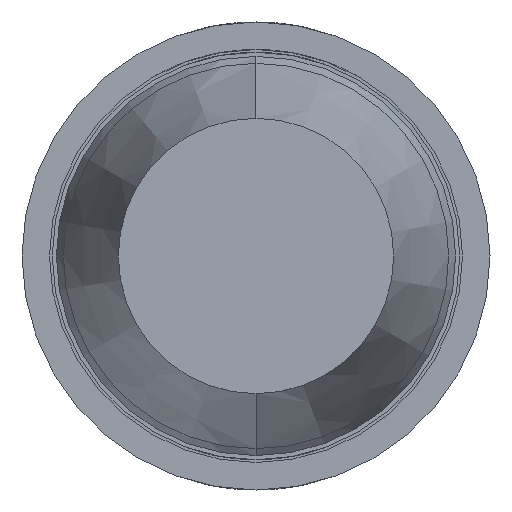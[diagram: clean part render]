
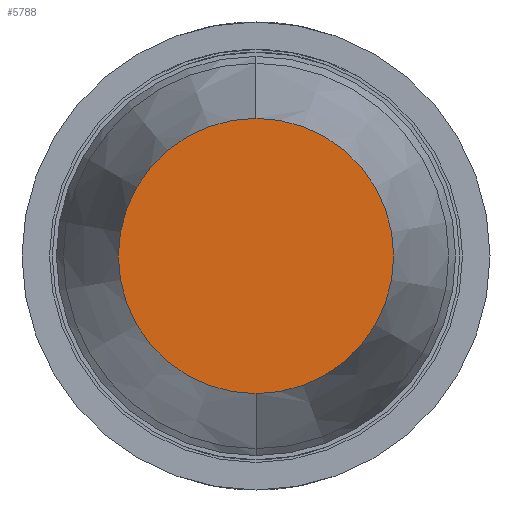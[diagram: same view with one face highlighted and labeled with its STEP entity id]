
A CAD part, front view. The second image highlights one B-rep face of the part: STEP entity #5788.
In plain terms, the highlighted planar face has unit normal (0, -1, 0).
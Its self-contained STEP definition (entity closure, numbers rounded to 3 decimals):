
#89 = CIRCLE ( 'NONE', #4894, 0.5 ) ;
#407 = CARTESIAN_POINT ( 'NONE',  ( 0., -36.5, 0. ) ) ;
#679 = EDGE_LOOP ( 'NONE', ( #3215, #5861 ) ) ;
#1356 = EDGE_CURVE ( 'Defeature ausgef�hrt1_59+Defeature ausgef�hrt1_58+Defeature ausgef�hrt1_58+Defeature ausgef�hrt1_58', #1411, #4143, #89, .T. ) ;
#1411 = VERTEX_POINT ( 'NONE', #6483 ) ;
#1723 = EDGE_CURVE ( 'Defeature ausgef�hrt1_59+Defeature ausgef�hrt1_58+Defeature ausgef�hrt1_58+Defeature ausgef�hrt1_58', #4143, #1411, #6251, .T. ) ;
#1751 = AXIS2_PLACEMENT_3D ( 'NONE', #6125, #3052, #2000 ) ;
#2000 = DIRECTION ( 'NONE',  ( 0., 0., 1. ) ) ;
#2100 = CARTESIAN_POINT ( 'NONE',  ( 0., -36.5, 0. ) ) ;
#2350 = FACE_OUTER_BOUND ( 'NONE', #679, .T. ) ;
#2506 = AXIS2_PLACEMENT_3D ( 'NONE', #2100, #5688, #3066 ) ;
#3052 = DIRECTION ( 'NONE',  ( 0., 1., 0. ) ) ;
#3066 = DIRECTION ( 'NONE',  ( 0., 0., -1. ) ) ;
#3215 = ORIENTED_EDGE ( 'NONE', *, *, #1356, .T. ) ;
#3930 = DIRECTION ( 'NONE',  ( 0., 0., -1. ) ) ;
#3959 = DIRECTION ( 'NONE',  ( 0., -1., 0. ) ) ;
#4143 = VERTEX_POINT ( 'NONE', #4568 ) ;
#4568 = CARTESIAN_POINT ( 'NONE',  ( 0., -36.5, -0.5 ) ) ;
#4894 = AXIS2_PLACEMENT_3D ( 'NONE', #407, #3959, #3930 ) ;
#5688 = DIRECTION ( 'NONE',  ( 0., -1., 0. ) ) ;
#5788 = ADVANCED_FACE ( 'Defeature ausgef�hrt1_59', ( #2350 ), #6061, .F. ) ;
#5861 = ORIENTED_EDGE ( 'NONE', *, *, #1723, .T. ) ;
#6061 = PLANE ( 'NONE',  #1751 ) ;
#6125 = CARTESIAN_POINT ( 'NONE',  ( 0.725, -36.5, 0. ) ) ;
#6251 = CIRCLE ( 'NONE', #2506, 0.5 ) ;
#6483 = CARTESIAN_POINT ( 'NONE',  ( 0., -36.5, 0.5 ) ) ;
